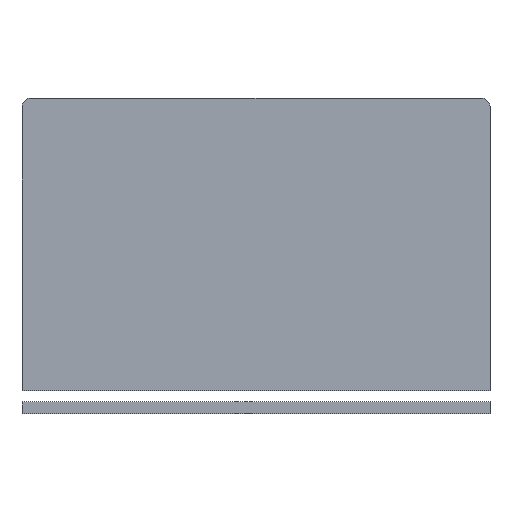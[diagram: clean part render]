
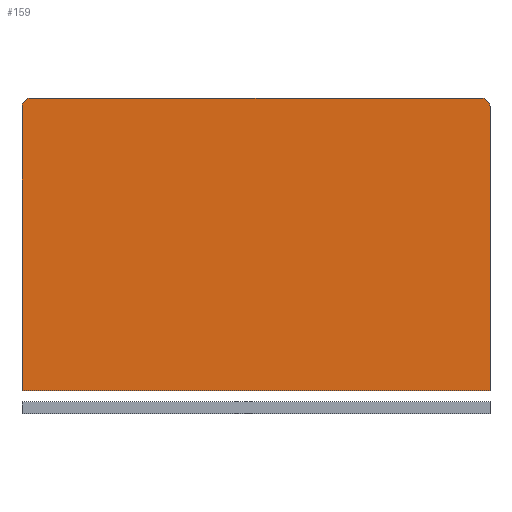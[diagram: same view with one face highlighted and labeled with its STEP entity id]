
A CAD part, top view. The second image highlights one B-rep face of the part: STEP entity #159.
In plain terms, the highlighted planar face has unit normal (0, 0, 1).
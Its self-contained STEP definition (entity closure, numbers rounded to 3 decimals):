
#43 = EDGE_CURVE('',#44,#46,#48,.T.);
#44 = VERTEX_POINT('',#45);
#45 = CARTESIAN_POINT('',(0.,0.,2.));
#46 = VERTEX_POINT('',#47);
#47 = CARTESIAN_POINT('',(0.,48.5,2.));
#48 = SURFACE_CURVE('',#49,(#53,#65),.PCURVE_S1.);
#49 = LINE('',#50,#51);
#50 = CARTESIAN_POINT('',(0.,0.,2.));
#51 = VECTOR('',#52,1.);
#52 = DIRECTION('',(0.,1.,0.));
#53 = PCURVE('',#54,#59);
#54 = PLANE('',#55);
#55 = AXIS2_PLACEMENT_3D('',#56,#57,#58);
#56 = CARTESIAN_POINT('',(0.,0.,0.));
#57 = DIRECTION('',(1.,0.,0.));
#58 = DIRECTION('',(0.,0.,1.));
#59 = DEFINITIONAL_REPRESENTATION('',(#60),#64);
#60 = LINE('',#61,#62);
#61 = CARTESIAN_POINT('',(2.,0.));
#62 = VECTOR('',#63,1.);
#63 = DIRECTION('',(0.,-1.));
#64 = ( GEOMETRIC_REPRESENTATION_CONTEXT(2) 
PARAMETRIC_REPRESENTATION_CONTEXT() REPRESENTATION_CONTEXT('2D SPACE',''
  ) );
#65 = PCURVE('',#66,#71);
#66 = PLANE('',#67);
#67 = AXIS2_PLACEMENT_3D('',#68,#69,#70);
#68 = CARTESIAN_POINT('',(0.,0.,2.));
#69 = DIRECTION('',(0.,0.,1.));
#70 = DIRECTION('',(1.,0.,0.));
#71 = DEFINITIONAL_REPRESENTATION('',(#72),#76);
#72 = LINE('',#73,#74);
#73 = CARTESIAN_POINT('',(0.,0.));
#74 = VECTOR('',#75,1.);
#75 = DIRECTION('',(0.,1.));
#76 = ( GEOMETRIC_REPRESENTATION_CONTEXT(2) 
PARAMETRIC_REPRESENTATION_CONTEXT() REPRESENTATION_CONTEXT('2D SPACE',''
  ) );
#94 = PLANE('',#95);
#95 = AXIS2_PLACEMENT_3D('',#96,#97,#98);
#96 = CARTESIAN_POINT('',(0.,0.,0.));
#97 = DIRECTION('',(0.,1.,0.));
#98 = DIRECTION('',(0.,0.,1.));
#148 = CYLINDRICAL_SURFACE('',#149,1.5);
#149 = AXIS2_PLACEMENT_3D('',#150,#151,#152);
#150 = CARTESIAN_POINT('',(1.5,48.5,0.));
#151 = DIRECTION('',(0.,0.,1.));
#152 = DIRECTION('',(-1.,-0.,0.));
#159 = ADVANCED_FACE('',(#160),#66,.T.);
#160 = FACE_BOUND('',#161,.T.);
#161 = EDGE_LOOP('',(#162,#163,#186,#214,#243,#271));
#162 = ORIENTED_EDGE('',*,*,#43,.F.);
#163 = ORIENTED_EDGE('',*,*,#164,.T.);
#164 = EDGE_CURVE('',#44,#165,#167,.T.);
#165 = VERTEX_POINT('',#166);
#166 = CARTESIAN_POINT('',(80.,0.,2.));
#167 = SURFACE_CURVE('',#168,(#172,#179),.PCURVE_S1.);
#168 = LINE('',#169,#170);
#169 = CARTESIAN_POINT('',(0.,0.,2.));
#170 = VECTOR('',#171,1.);
#171 = DIRECTION('',(1.,0.,0.));
#172 = PCURVE('',#66,#173);
#173 = DEFINITIONAL_REPRESENTATION('',(#174),#178);
#174 = LINE('',#175,#176);
#175 = CARTESIAN_POINT('',(0.,0.));
#176 = VECTOR('',#177,1.);
#177 = DIRECTION('',(1.,0.));
#178 = ( GEOMETRIC_REPRESENTATION_CONTEXT(2) 
PARAMETRIC_REPRESENTATION_CONTEXT() REPRESENTATION_CONTEXT('2D SPACE',''
  ) );
#179 = PCURVE('',#94,#180);
#180 = DEFINITIONAL_REPRESENTATION('',(#181),#185);
#181 = LINE('',#182,#183);
#182 = CARTESIAN_POINT('',(2.,0.));
#183 = VECTOR('',#184,1.);
#184 = DIRECTION('',(0.,1.));
#185 = ( GEOMETRIC_REPRESENTATION_CONTEXT(2) 
PARAMETRIC_REPRESENTATION_CONTEXT() REPRESENTATION_CONTEXT('2D SPACE',''
  ) );
#186 = ORIENTED_EDGE('',*,*,#187,.T.);
#187 = EDGE_CURVE('',#165,#188,#190,.T.);
#188 = VERTEX_POINT('',#189);
#189 = CARTESIAN_POINT('',(80.,48.5,2.));
#190 = SURFACE_CURVE('',#191,(#195,#202),.PCURVE_S1.);
#191 = LINE('',#192,#193);
#192 = CARTESIAN_POINT('',(80.,0.,2.));
#193 = VECTOR('',#194,1.);
#194 = DIRECTION('',(0.,1.,0.));
#195 = PCURVE('',#66,#196);
#196 = DEFINITIONAL_REPRESENTATION('',(#197),#201);
#197 = LINE('',#198,#199);
#198 = CARTESIAN_POINT('',(80.,0.));
#199 = VECTOR('',#200,1.);
#200 = DIRECTION('',(0.,1.));
#201 = ( GEOMETRIC_REPRESENTATION_CONTEXT(2) 
PARAMETRIC_REPRESENTATION_CONTEXT() REPRESENTATION_CONTEXT('2D SPACE',''
  ) );
#202 = PCURVE('',#203,#208);
#203 = PLANE('',#204);
#204 = AXIS2_PLACEMENT_3D('',#205,#206,#207);
#205 = CARTESIAN_POINT('',(80.,0.,0.));
#206 = DIRECTION('',(1.,0.,0.));
#207 = DIRECTION('',(0.,0.,1.));
#208 = DEFINITIONAL_REPRESENTATION('',(#209),#213);
#209 = LINE('',#210,#211);
#210 = CARTESIAN_POINT('',(2.,0.));
#211 = VECTOR('',#212,1.);
#212 = DIRECTION('',(0.,-1.));
#213 = ( GEOMETRIC_REPRESENTATION_CONTEXT(2) 
PARAMETRIC_REPRESENTATION_CONTEXT() REPRESENTATION_CONTEXT('2D SPACE',''
  ) );
#214 = ORIENTED_EDGE('',*,*,#215,.T.);
#215 = EDGE_CURVE('',#188,#216,#218,.T.);
#216 = VERTEX_POINT('',#217);
#217 = CARTESIAN_POINT('',(78.5,50.,2.));
#218 = SURFACE_CURVE('',#219,(#224,#231),.PCURVE_S1.);
#219 = CIRCLE('',#220,1.5);
#220 = AXIS2_PLACEMENT_3D('',#221,#222,#223);
#221 = CARTESIAN_POINT('',(78.5,48.5,2.));
#222 = DIRECTION('',(0.,0.,1.));
#223 = DIRECTION('',(0.,-1.,0.));
#224 = PCURVE('',#66,#225);
#225 = DEFINITIONAL_REPRESENTATION('',(#226),#230);
#226 = CIRCLE('',#227,1.5);
#227 = AXIS2_PLACEMENT_2D('',#228,#229);
#228 = CARTESIAN_POINT('',(78.5,48.5));
#229 = DIRECTION('',(0.,-1.));
#230 = ( GEOMETRIC_REPRESENTATION_CONTEXT(2) 
PARAMETRIC_REPRESENTATION_CONTEXT() REPRESENTATION_CONTEXT('2D SPACE',''
  ) );
#231 = PCURVE('',#232,#237);
#232 = CYLINDRICAL_SURFACE('',#233,1.5);
#233 = AXIS2_PLACEMENT_3D('',#234,#235,#236);
#234 = CARTESIAN_POINT('',(78.5,48.5,0.));
#235 = DIRECTION('',(0.,0.,1.));
#236 = DIRECTION('',(1.,0.,-0.));
#237 = DEFINITIONAL_REPRESENTATION('',(#238),#242);
#238 = LINE('',#239,#240);
#239 = CARTESIAN_POINT('',(-1.571,2.));
#240 = VECTOR('',#241,1.);
#241 = DIRECTION('',(1.,0.));
#242 = ( GEOMETRIC_REPRESENTATION_CONTEXT(2) 
PARAMETRIC_REPRESENTATION_CONTEXT() REPRESENTATION_CONTEXT('2D SPACE',''
  ) );
#243 = ORIENTED_EDGE('',*,*,#244,.F.);
#244 = EDGE_CURVE('',#245,#216,#247,.T.);
#245 = VERTEX_POINT('',#246);
#246 = CARTESIAN_POINT('',(1.5,50.,2.));
#247 = SURFACE_CURVE('',#248,(#252,#259),.PCURVE_S1.);
#248 = LINE('',#249,#250);
#249 = CARTESIAN_POINT('',(0.,50.,2.));
#250 = VECTOR('',#251,1.);
#251 = DIRECTION('',(1.,0.,0.));
#252 = PCURVE('',#66,#253);
#253 = DEFINITIONAL_REPRESENTATION('',(#254),#258);
#254 = LINE('',#255,#256);
#255 = CARTESIAN_POINT('',(0.,50.));
#256 = VECTOR('',#257,1.);
#257 = DIRECTION('',(1.,0.));
#258 = ( GEOMETRIC_REPRESENTATION_CONTEXT(2) 
PARAMETRIC_REPRESENTATION_CONTEXT() REPRESENTATION_CONTEXT('2D SPACE',''
  ) );
#259 = PCURVE('',#260,#265);
#260 = PLANE('',#261);
#261 = AXIS2_PLACEMENT_3D('',#262,#263,#264);
#262 = CARTESIAN_POINT('',(0.,50.,0.));
#263 = DIRECTION('',(0.,1.,0.));
#264 = DIRECTION('',(0.,0.,1.));
#265 = DEFINITIONAL_REPRESENTATION('',(#266),#270);
#266 = LINE('',#267,#268);
#267 = CARTESIAN_POINT('',(2.,0.));
#268 = VECTOR('',#269,1.);
#269 = DIRECTION('',(0.,1.));
#270 = ( GEOMETRIC_REPRESENTATION_CONTEXT(2) 
PARAMETRIC_REPRESENTATION_CONTEXT() REPRESENTATION_CONTEXT('2D SPACE',''
  ) );
#271 = ORIENTED_EDGE('',*,*,#272,.F.);
#272 = EDGE_CURVE('',#46,#245,#273,.T.);
#273 = SURFACE_CURVE('',#274,(#279,#290),.PCURVE_S1.);
#274 = CIRCLE('',#275,1.5);
#275 = AXIS2_PLACEMENT_3D('',#276,#277,#278);
#276 = CARTESIAN_POINT('',(1.5,48.5,2.));
#277 = DIRECTION('',(-0.,-0.,-1.));
#278 = DIRECTION('',(0.,-1.,0.));
#279 = PCURVE('',#66,#280);
#280 = DEFINITIONAL_REPRESENTATION('',(#281),#289);
#281 = ( BOUNDED_CURVE() B_SPLINE_CURVE(2,(#282,#283,#284,#285,#286,#287
,#288),.UNSPECIFIED.,.T.,.F.) B_SPLINE_CURVE_WITH_KNOTS((1,2,2,2,2,1),(
    -2.094,0.,2.094,4.189,6.283,
8.378),.UNSPECIFIED.) CURVE() GEOMETRIC_REPRESENTATION_ITEM() 
RATIONAL_B_SPLINE_CURVE((1.,0.5,1.,0.5,1.,0.5,1.)) REPRESENTATION_ITEM(
  '') );
#282 = CARTESIAN_POINT('',(1.5,47.));
#283 = CARTESIAN_POINT('',(-1.098,47.));
#284 = CARTESIAN_POINT('',(0.201,49.25));
#285 = CARTESIAN_POINT('',(1.5,51.5));
#286 = CARTESIAN_POINT('',(2.799,49.25));
#287 = CARTESIAN_POINT('',(4.098,47.));
#288 = CARTESIAN_POINT('',(1.5,47.));
#289 = ( GEOMETRIC_REPRESENTATION_CONTEXT(2) 
PARAMETRIC_REPRESENTATION_CONTEXT() REPRESENTATION_CONTEXT('2D SPACE',''
  ) );
#290 = PCURVE('',#148,#291);
#291 = DEFINITIONAL_REPRESENTATION('',(#292),#296);
#292 = LINE('',#293,#294);
#293 = CARTESIAN_POINT('',(1.571,2.));
#294 = VECTOR('',#295,1.);
#295 = DIRECTION('',(-1.,0.));
#296 = ( GEOMETRIC_REPRESENTATION_CONTEXT(2) 
PARAMETRIC_REPRESENTATION_CONTEXT() REPRESENTATION_CONTEXT('2D SPACE',''
  ) );
